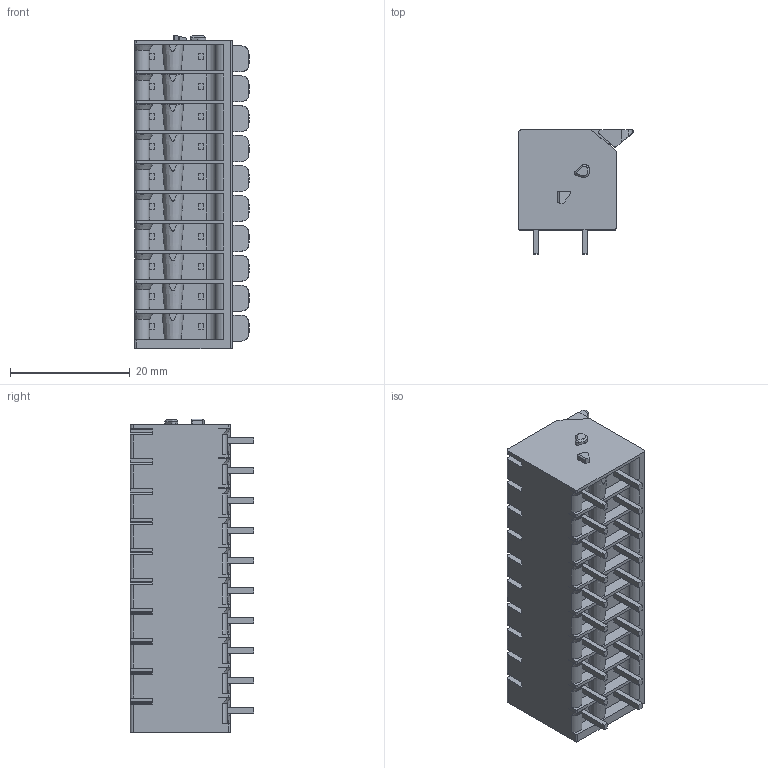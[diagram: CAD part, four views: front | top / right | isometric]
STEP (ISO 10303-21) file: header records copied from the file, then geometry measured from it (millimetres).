
FILE_DESCRIPTION(/* description */ ('STEP AP214'),/* implementation_level */ '2;1');
FILE_NAME(/* name */ '2604-1110',/* time_stamp */ '2023-11-02T05:11:57+01:00',/* author */ ('License CC BY-ND 4.0'),/* organization */ ('CADENAS'),/* preprocessor_version */ 'ST-DEVELOPER v19.3',/* originating_system */ 'PARTsolutions',/* authorisation */ ' ');
FILE_SCHEMA (('AUTOMOTIVE_DESIGN {1 0 10303 214 3 1 1}'));
Length unit declared in the file: millimetre
Products named in the file (1): 2604-1110
Bounding box: 19.2 x 20.7 x 52.4 mm (x, y, z)
Volume: 11953.4 mm3; surface area: 7860.4 mm2
Topology: 1 solids, 1 shells, 1055 faces, 2857 edges, 1836 vertices
Faces by surface type: plane 599, cylinder 333, cone 123
Entity records: 40604 total; most frequent: CARTESIAN_POINT 6265, ORIENTED_EDGE 5714, DIRECTION 5606, EDGE_CURVE 2857, LINE 1936, VECTOR 1936, VERTEX_POINT 1836, AXIS2_PLACEMENT_3D 1835
